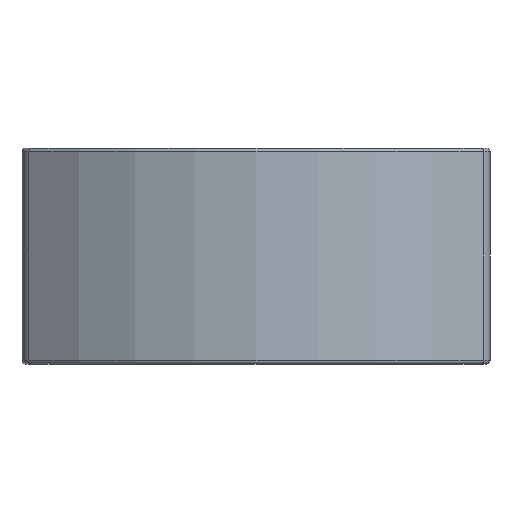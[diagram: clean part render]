
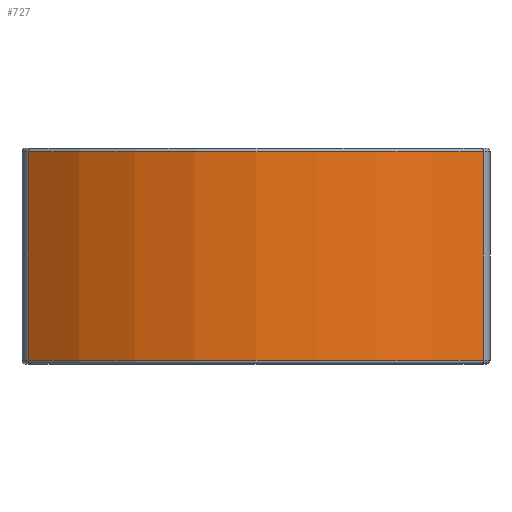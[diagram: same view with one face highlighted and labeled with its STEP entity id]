
A CAD part, front view. The second image highlights one B-rep face of the part: STEP entity #727.
In plain terms, the highlighted cylindrical face has radius 20 mm (diameter 40 mm), a partial arc.
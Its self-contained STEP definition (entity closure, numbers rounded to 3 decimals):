
#727=ADVANCED_FACE('',(#1501),#1502,.T.);
#1501=FACE_OUTER_BOUND('',#2306,.T.);
#1502=CYLINDRICAL_SURFACE('',#2307,20.);
#2306=EDGE_LOOP('',(#4377,#4378,#4379,#4380));
#2307=AXIS2_PLACEMENT_3D('',#4381,#4382,#4383);
#4377=ORIENTED_EDGE('',*,*,#5078,.F.);
#4378=ORIENTED_EDGE('',*,*,#5292,.F.);
#4379=ORIENTED_EDGE('',*,*,#4851,.F.);
#4380=ORIENTED_EDGE('',*,*,#5388,.T.);
#4381=CARTESIAN_POINT('',(0.0,0.0,0.0));
#4382=DIRECTION('',(-0.0,0.0,-1.0));
#4383=DIRECTION('',(-0.632,-0.775,0.0));
#4851=EDGE_CURVE('',#5889,#5891,#5892,.T.);
#5078=EDGE_CURVE('',#6260,#6262,#6263,.T.);
#5292=EDGE_CURVE('',#5891,#6260,#6581,.T.);
#5388=EDGE_CURVE('',#5889,#6262,#6711,.T.);
#5889=VERTEX_POINT('',#7868);
#5891=VERTEX_POINT('',#7870);
#5892=CIRCLE('',#7871,20.);
#6260=VERTEX_POINT('',#8544);
#6262=VERTEX_POINT('',#8546);
#6263=CIRCLE('',#8547,20.);
#6581=LINE('',#9124,#9125);
#6711=LINE('',#9455,#9456);
#7868=CARTESIAN_POINT('',(-12.632,-15.506,-0.2));
#7870=CARTESIAN_POINT('',(12.632,-15.506,-0.2));
#7871=AXIS2_PLACEMENT_3D('',#10381,#10382,#10383);
#8544=CARTESIAN_POINT('',(12.632,-15.506,-11.8));
#8546=CARTESIAN_POINT('',(-12.632,-15.506,-11.8));
#8547=AXIS2_PLACEMENT_3D('',#10778,#10779,#10780);
#9124=CARTESIAN_POINT('',(12.632,-15.506,0.0));
#9125=VECTOR('',#11164,1000.0);
#9455=CARTESIAN_POINT('',(-12.632,-15.506,0.0));
#9456=VECTOR('',#11296,1000.0);
#10381=CARTESIAN_POINT('',(0.0,0.0,-0.2));
#10382=DIRECTION('',(0.0,0.0,1.0));
#10383=DIRECTION('',(0.,-1.0,0.0));
#10778=CARTESIAN_POINT('',(0.0,0.0,-11.8));
#10779=DIRECTION('',(-0.0,0.0,-1.0));
#10780=DIRECTION('',(0.,-1.0,0.0));
#11164=DIRECTION('',(0.0,0.0,-1.0));
#11296=DIRECTION('',(0.0,0.0,-1.0));
